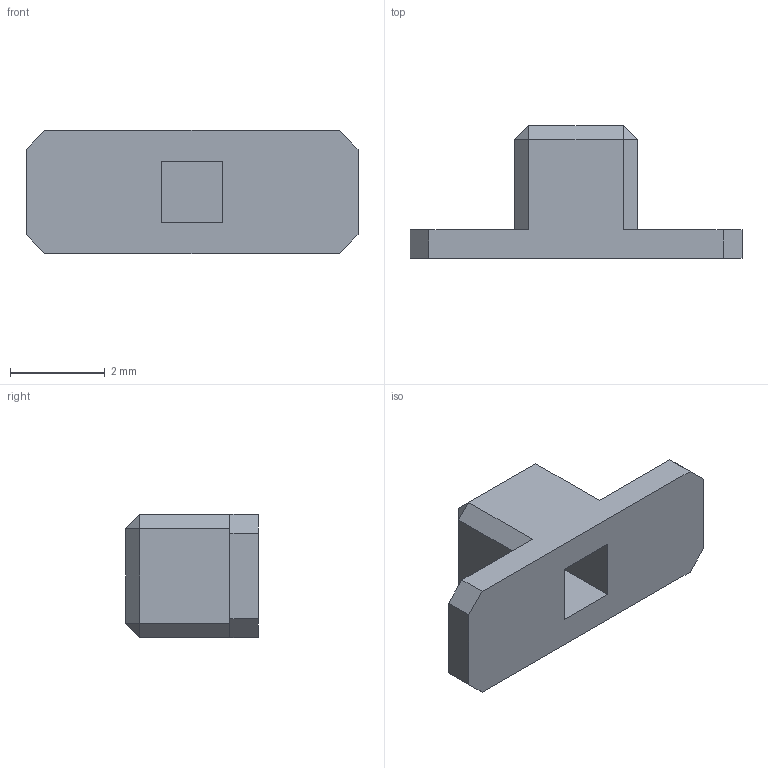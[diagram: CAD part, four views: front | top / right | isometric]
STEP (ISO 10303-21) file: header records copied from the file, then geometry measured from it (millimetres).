
FILE_DESCRIPTION(('FreeCAD Model'),'2;1');
FILE_NAME('Open CASCADE Shape Model','2025-05-20T22:21:41',(''),(''), 'Open CASCADE STEP processor 7.8','FreeCAD','Unknown');
FILE_SCHEMA(('AUTOMOTIVE_DESIGN { 1 0 10303 214 1 1 1 1 }'));
Length unit declared in the file: millimetre
Products named in the file (1): power-switch-pusher
Bounding box: 7 x 2.8 x 2.6 mm (x, y, z)
Volume: 21.9 mm3; surface area: 75.1 mm2
Topology: 1 solids, 1 shells, 31 faces, 76 edges, 48 vertices
Faces by surface type: plane 31
Entity records: 908 total; most frequent: CARTESIAN_POINT 156, ORIENTED_EDGE 152, DIRECTION 140, EDGE_CURVE 76, LINE 76, VECTOR 76, VERTEX_POINT 48, AXIS2_PLACEMENT_3D 32
